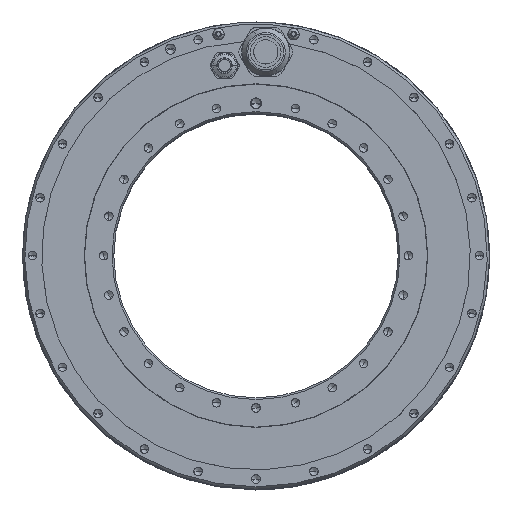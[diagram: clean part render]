
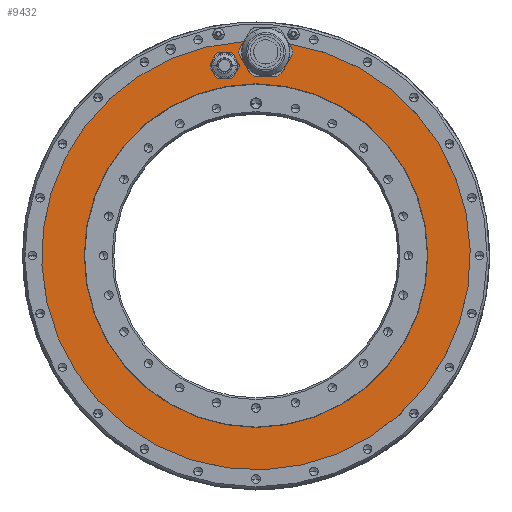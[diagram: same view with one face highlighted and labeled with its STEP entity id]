
A CAD part, top view. The second image highlights one B-rep face of the part: STEP entity #9432.
In plain terms, the highlighted planar face has unit normal (0, 0, 1).
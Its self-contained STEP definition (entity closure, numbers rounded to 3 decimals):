
#1485=CARTESIAN_POINT('',(0.,0.,-0.15));
#1486=DIRECTION('',(0.,0.,1.));
#1487=DIRECTION('',(-1.,0.,0.));
#1488=AXIS2_PLACEMENT_3D('',#1485,#1486,#1487);
#1499=CARTESIAN_POINT('',(0.,0.,-0.15));
#1500=DIRECTION('',(0.,0.,1.));
#1501=DIRECTION('',(1.,0.,0.));
#1502=AXIS2_PLACEMENT_3D('',#1499,#1500,#1501);
#1504=DIRECTION('',(0.5,-0.866,0.));
#1505=VECTOR('',#1504,3.137);
#1506=CARTESIAN_POINT('',(-10.655,98.108,
-0.15));
#1507=LINE('',#1506,#1505);
#1508=CARTESIAN_POINT('',(-15.5,93.5,-0.15));
#1509=DIRECTION('',(0.,0.,1.));
#1510=DIRECTION('',(0.725,0.689,0.));
#1511=AXIS2_PLACEMENT_3D('',#1508,#1509,#1510);
#1513=DIRECTION('',(-1.,0.,0.));
#1514=VECTOR('',#1513,3.137);
#1515=CARTESIAN_POINT('',(-13.931,100.,-0.15));
#1516=LINE('',#1515,#1514);
#1517=CARTESIAN_POINT('',(-15.5,93.5,-0.15));
#1518=DIRECTION('',(0.,0.,1.));
#1519=DIRECTION('',(-0.235,0.972,0.));
#1520=AXIS2_PLACEMENT_3D('',#1517,#1518,#1519);
#1522=DIRECTION('',(0.5,0.866,0.));
#1523=VECTOR('',#1522,3.137);
#1524=CARTESIAN_POINT('',(-21.913,95.392,
-0.15));
#1525=LINE('',#1524,#1523);
#1526=CARTESIAN_POINT('',(-15.5,93.5,-0.15));
#1527=DIRECTION('',(0.,0.,1.));
#1528=DIRECTION('',(-0.959,0.283,0.));
#1529=AXIS2_PLACEMENT_3D('',#1526,#1527,#1528);
#1531=DIRECTION('',(-0.5,0.866,0.));
#1532=VECTOR('',#1531,3.137);
#1533=CARTESIAN_POINT('',(-20.345,88.892,
-0.15));
#1534=LINE('',#1533,#1532);
#1535=CARTESIAN_POINT('',(-15.5,93.5,-0.15));
#1536=DIRECTION('',(0.,0.,1.));
#1537=DIRECTION('',(-0.725,-0.689,0.));
#1538=AXIS2_PLACEMENT_3D('',#1535,#1536,#1537);
#1540=DIRECTION('',(1.,0.,0.));
#1541=VECTOR('',#1540,3.137);
#1542=CARTESIAN_POINT('',(-17.069,87.,-0.15));
#1543=LINE('',#1542,#1541);
#1544=CARTESIAN_POINT('',(-15.5,93.5,-0.15));
#1545=DIRECTION('',(0.,0.,1.));
#1546=DIRECTION('',(0.235,-0.972,0.));
#1547=AXIS2_PLACEMENT_3D('',#1544,#1545,#1546);
#1549=DIRECTION('',(-0.5,-0.866,0.));
#1550=VECTOR('',#1549,3.137);
#1551=CARTESIAN_POINT('',(-9.087,91.608,
-0.15));
#1552=LINE('',#1551,#1550);
#1553=CARTESIAN_POINT('',(-15.5,93.5,-0.15));
#1554=DIRECTION('',(0.,0.,1.));
#1555=DIRECTION('',(0.959,-0.283,0.));
#1556=AXIS2_PLACEMENT_3D('',#1553,#1554,#1555);
#1558=CARTESIAN_POINT('',(4.8,100.2,-0.15));
#1559=DIRECTION('',(0.,0.,1.));
#1560=DIRECTION('',(-0.766,-0.643,0.));
#1561=AXIS2_PLACEMENT_3D('',#1558,#1559,#1560);
#1563=DIRECTION('',(-1.,0.,0.));
#1564=VECTOR('',#1563,4.249);
#1565=CARTESIAN_POINT('',(6.924,88.2,-0.15));
#1566=LINE('',#1565,#1564);
#1567=CARTESIAN_POINT('',(4.8,100.2,-0.15));
#1568=DIRECTION('',(0.,0.,1.));
#1569=DIRECTION('',(0.174,-0.985,0.));
#1570=AXIS2_PLACEMENT_3D('',#1567,#1568,#1569);
#1572=DIRECTION('',(-0.5,-0.866,0.));
#1573=VECTOR('',#1572,4.249);
#1574=CARTESIAN_POINT('',(16.254,96.04,
-0.15));
#1575=LINE('',#1574,#1573);
#1576=CARTESIAN_POINT('',(4.8,100.2,-0.15));
#1577=DIRECTION('',(0.,0.,1.));
#1578=DIRECTION('',(0.94,-0.341,0.));
#1579=AXIS2_PLACEMENT_3D('',#1576,#1577,#1578);
#1581=DIRECTION('',(-0.5,-0.866,0.));
#1582=VECTOR('',#1581,1.112);
#1583=CARTESIAN_POINT('',(-6.098,105.324,
-0.15));
#1584=LINE('',#1583,#1582);
#1585=CARTESIAN_POINT('',(4.8,100.2,-0.15));
#1586=DIRECTION('',(0.,0.,1.));
#1587=DIRECTION('',(-0.94,0.341,0.));
#1588=AXIS2_PLACEMENT_3D('',#1585,#1586,#1587);
#1590=DIRECTION('',(0.5,-0.866,0.));
#1591=VECTOR('',#1590,4.249);
#1592=CARTESIAN_POINT('',(-6.654,96.04,
-0.15));
#1593=LINE('',#1592,#1591);
#3226=CARTESIAN_POINT('',(0.,0.,-0.15));
#3227=DIRECTION('',(0.,0.,1.));
#3228=DIRECTION('',(-0.058,0.998,0.));
#3229=AXIS2_PLACEMENT_3D('',#3226,#3227,#3228);
#6184=CARTESIAN_POINT('',(-84.585,0.,-0.15));
#6185=CARTESIAN_POINT('',(84.585,0.,-0.15));
#6186=VERTEX_POINT('',#6184);
#6187=VERTEX_POINT('',#6185);
#6420=CARTESIAN_POINT('',(-10.655,98.108,
-0.15));
#6421=CARTESIAN_POINT('',(-9.087,95.392,
-0.15));
#6422=VERTEX_POINT('',#6420);
#6423=VERTEX_POINT('',#6421);
#6424=CARTESIAN_POINT('',(-13.931,100.,-0.15));
#6425=VERTEX_POINT('',#6424);
#6426=CARTESIAN_POINT('',(-17.069,100.,-0.15));
#6427=VERTEX_POINT('',#6426);
#6428=CARTESIAN_POINT('',(-20.345,98.108,
-0.15));
#6429=VERTEX_POINT('',#6428);
#6430=CARTESIAN_POINT('',(-21.913,95.392,
-0.15));
#6431=VERTEX_POINT('',#6430);
#6432=CARTESIAN_POINT('',(-21.913,91.608,
-0.15));
#6433=VERTEX_POINT('',#6432);
#6434=CARTESIAN_POINT('',(-20.345,88.892,
-0.15));
#6435=VERTEX_POINT('',#6434);
#6436=CARTESIAN_POINT('',(-17.069,87.,-0.15));
#6437=VERTEX_POINT('',#6436);
#6438=CARTESIAN_POINT('',(-13.931,87.,-0.15));
#6439=VERTEX_POINT('',#6438);
#6440=CARTESIAN_POINT('',(-10.655,88.892,
-0.15));
#6441=VERTEX_POINT('',#6440);
#6442=CARTESIAN_POINT('',(-9.087,91.608,
-0.15));
#6443=VERTEX_POINT('',#6442);
#6612=CARTESIAN_POINT('',(-4.53,92.36,
-0.15));
#6613=CARTESIAN_POINT('',(2.676,88.2,-0.15));
#6614=VERTEX_POINT('',#6612);
#6615=VERTEX_POINT('',#6613);
#6616=CARTESIAN_POINT('',(-6.654,96.04,
-0.15));
#6617=VERTEX_POINT('',#6616);
#6618=CARTESIAN_POINT('',(-6.654,104.36,
-0.15));
#6619=VERTEX_POINT('',#6618);
#6620=CARTESIAN_POINT('',(-6.098,105.324,
-0.15));
#6621=VERTEX_POINT('',#6620);
#6622=CARTESIAN_POINT('',(16.254,96.04,
-0.15));
#6623=CARTESIAN_POINT('',(16.3,104.234,
-0.15));
#6624=VERTEX_POINT('',#6622);
#6625=VERTEX_POINT('',#6623);
#6626=CARTESIAN_POINT('',(14.13,92.36,
-0.15));
#6627=VERTEX_POINT('',#6626);
#6628=CARTESIAN_POINT('',(6.924,88.2,-0.15));
#6629=VERTEX_POINT('',#6628);
#9377=CARTESIAN_POINT('',(0.,0.,-0.15));
#9378=DIRECTION('',(0.,0.,1.));
#9379=DIRECTION('',(1.,0.,0.));
#9380=AXIS2_PLACEMENT_3D('',#9377,#9378,#9379);
#9381=PLANE('',#9380);
#9383=ORIENTED_EDGE('',*,*,#9382,.T.);
#9385=ORIENTED_EDGE('',*,*,#9384,.F.);
#9387=ORIENTED_EDGE('',*,*,#9386,.T.);
#9389=ORIENTED_EDGE('',*,*,#9388,.F.);
#9391=ORIENTED_EDGE('',*,*,#9390,.T.);
#9393=ORIENTED_EDGE('',*,*,#9392,.F.);
#9395=ORIENTED_EDGE('',*,*,#9394,.T.);
#9397=ORIENTED_EDGE('',*,*,#9396,.T.);
#9399=ORIENTED_EDGE('',*,*,#9398,.T.);
#9400=EDGE_LOOP('',(#9383,#9385,#9387,#9389,#9391,#9393,#9395,#9397,#9399));
#9401=FACE_OUTER_BOUND('',#9400,.F.);
#9403=ORIENTED_EDGE('',*,*,#9402,.F.);
#9405=ORIENTED_EDGE('',*,*,#9404,.T.);
#9407=ORIENTED_EDGE('',*,*,#9406,.T.);
#9409=ORIENTED_EDGE('',*,*,#9408,.T.);
#9411=ORIENTED_EDGE('',*,*,#9410,.F.);
#9413=ORIENTED_EDGE('',*,*,#9412,.T.);
#9415=ORIENTED_EDGE('',*,*,#9414,.F.);
#9417=ORIENTED_EDGE('',*,*,#9416,.T.);
#9419=ORIENTED_EDGE('',*,*,#9418,.T.);
#9421=ORIENTED_EDGE('',*,*,#9420,.T.);
#9423=ORIENTED_EDGE('',*,*,#9422,.F.);
#9425=ORIENTED_EDGE('',*,*,#9424,.T.);
#9426=EDGE_LOOP('',(#9403,#9405,#9407,#9409,#9411,#9413,#9415,#9417,#9419,#9421,
#9423,#9425));
#9427=FACE_BOUND('',#9426,.F.);
#9428=ORIENTED_EDGE('',*,*,#9343,.T.);
#9429=ORIENTED_EDGE('',*,*,#9364,.T.);
#9430=EDGE_LOOP('',(#9428,#9429));
#9431=FACE_BOUND('',#9430,.F.);
#9432=ADVANCED_FACE('',(#9401,#9427,#9431),#9381,.T.);
#1489=CIRCLE('',#1488,84.585);
#1503=CIRCLE('',#1502,84.585);
#1512=CIRCLE('',#1511,6.687);
#1521=CIRCLE('',#1520,6.687);
#1530=CIRCLE('',#1529,6.687);
#1539=CIRCLE('',#1538,6.687);
#1548=CIRCLE('',#1547,6.687);
#1557=CIRCLE('',#1556,6.687);
#1562=CIRCLE('',#1561,12.187);
#1571=CIRCLE('',#1570,12.187);
#1580=CIRCLE('',#1579,12.187);
#1589=CIRCLE('',#1588,12.187);
#3230=CIRCLE('',#3229,105.5);
#9343=EDGE_CURVE('',#6186,#6187,#1489,.T.);
#9364=EDGE_CURVE('',#6187,#6186,#1503,.T.);
#9382=EDGE_CURVE('',#6614,#6615,#1562,.T.);
#9384=EDGE_CURVE('',#6629,#6615,#1566,.T.);
#9386=EDGE_CURVE('',#6629,#6627,#1571,.T.);
#9388=EDGE_CURVE('',#6624,#6627,#1575,.T.);
#9390=EDGE_CURVE('',#6624,#6625,#1580,.T.);
#9392=EDGE_CURVE('',#6621,#6625,#3230,.T.);
#9394=EDGE_CURVE('',#6621,#6619,#1584,.T.);
#9396=EDGE_CURVE('',#6619,#6617,#1589,.T.);
#9398=EDGE_CURVE('',#6617,#6614,#1593,.T.);
#9402=EDGE_CURVE('',#6422,#6423,#1507,.T.);
#9404=EDGE_CURVE('',#6422,#6425,#1512,.T.);
#9406=EDGE_CURVE('',#6425,#6427,#1516,.T.);
#9408=EDGE_CURVE('',#6427,#6429,#1521,.T.);
#9410=EDGE_CURVE('',#6431,#6429,#1525,.T.);
#9412=EDGE_CURVE('',#6431,#6433,#1530,.T.);
#9414=EDGE_CURVE('',#6435,#6433,#1534,.T.);
#9416=EDGE_CURVE('',#6435,#6437,#1539,.T.);
#9418=EDGE_CURVE('',#6437,#6439,#1543,.T.);
#9420=EDGE_CURVE('',#6439,#6441,#1548,.T.);
#9422=EDGE_CURVE('',#6443,#6441,#1552,.T.);
#9424=EDGE_CURVE('',#6443,#6423,#1557,.T.);
